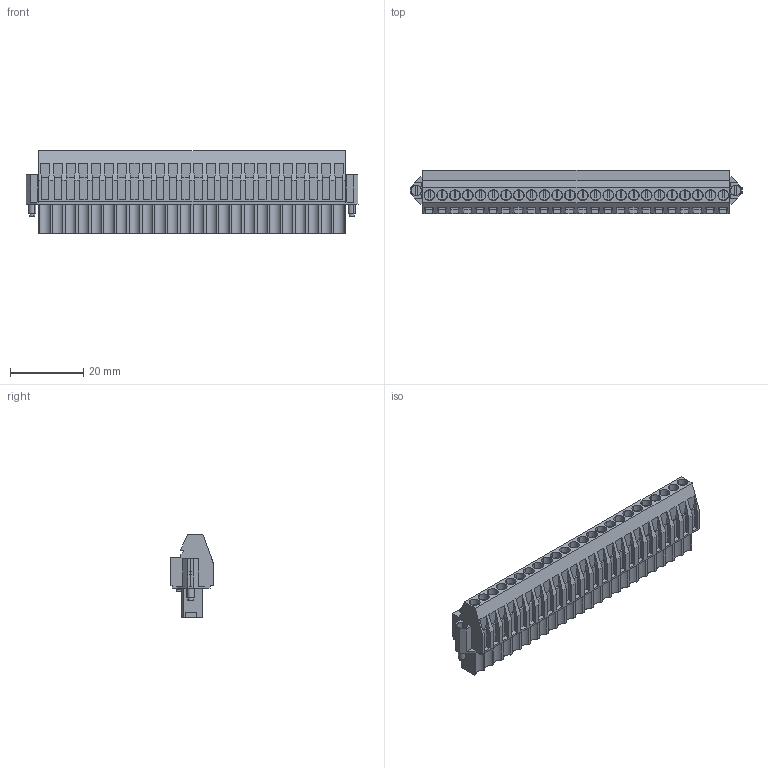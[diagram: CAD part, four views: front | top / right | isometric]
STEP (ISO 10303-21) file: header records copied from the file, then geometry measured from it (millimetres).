
FILE_DESCRIPTION(('CATIA V5 STEP Exchange','CAx-IF Rec.Pracs.--- Model Styling and Organization---1.2---2011-12-15'),'2;1');
FILE_NAME ('D1454082_0_1639460000_1639460000.stp','2017-04-18T07:31:00+00:00',('none'),('Weidmueller'),'CATIA Version 5-6 Release 2014','CATIA V5 STEP AP214','none');
FILE_SCHEMA(('AUTOMOTIVE_DESIGN { 1 0 10303 214 1 1 1 1 }'));
Length unit declared in the file: millimetre
Products named in the file (1): 1639460000
Bounding box: 90.94 x 11.83 x 22.6 mm (x, y, z)
Volume: 13064.8 mm3; surface area: 10052.6 mm2
Topology: 27 solids, 27 shells, 1430 faces, 3940 edges, 2665 vertices
Faces by surface type: plane 1217, cylinder 213
Entity records: 42156 total; most frequent: ORIENTED_EDGE 7880, CARTESIAN_POINT 7830, DIRECTION 5644, EDGE_CURVE 3940, VECTOR 3266, LINE 3266, VERTEX_POINT 2665, EDGE_LOOP 1535
